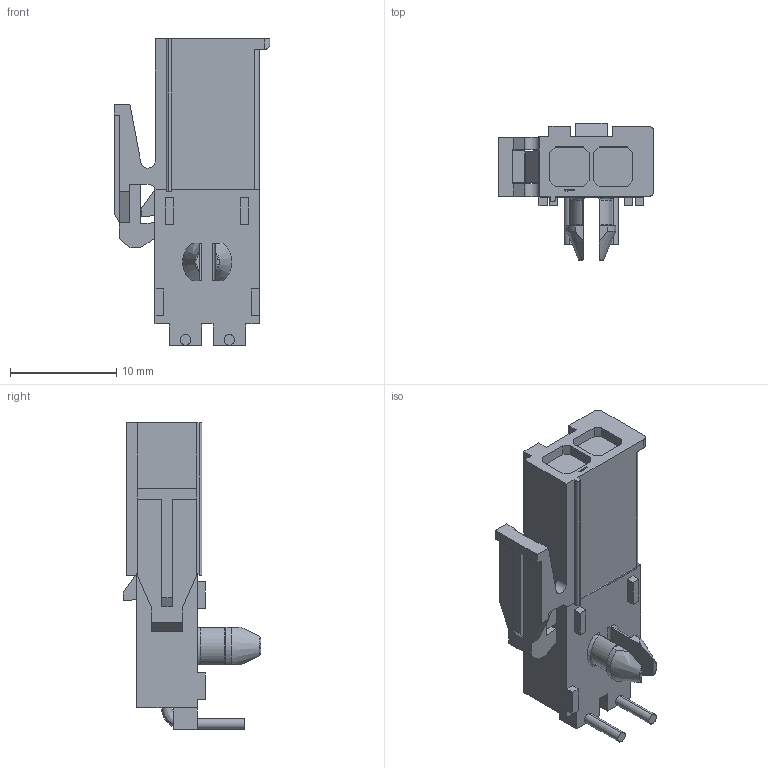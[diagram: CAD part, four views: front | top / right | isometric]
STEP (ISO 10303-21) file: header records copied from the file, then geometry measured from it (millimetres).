
FILE_DESCRIPTION (( 'STEP AP214' ), '1' );
FILE_NAME ('1-770966-0 ASM.STEP', '2020-03-09T21:58:58', ( '' ), ( '' ), 'SwSTEP 2.0', 'SolidWorks 2019', '' );
FILE_SCHEMA (( 'AUTOMOTIVE_DESIGN' ));
Length unit declared in the file: inch
Products named in the file (3): c-172165-1-h-3d; 1-770966-0 ASM; c-1-770966-0-d-3d
Assembly tree (2 placements, depth 2):
  1-770966-0 ASM
    c-1-770966-0-d-3d
    c-172165-1-h-3d
Bounding box: 14.7 x 13 x 28.91 mm (x, y, z)
Volume: 1740.5 mm3; surface area: 2158.8 mm2
Topology: 2 solids, 2 shells, 230 faces, 603 edges, 392 vertices
Faces by surface type: plane 157, cylinder 55, bspline 12, cone 6
Entity records: 10533 total; most frequent: CARTESIAN_POINT 1898, ORIENTED_EDGE 1206, DIRECTION 1045, EDGE_CURVE 603, VECTOR 467, LINE 467, VERTEX_POINT 392, AXIS2_PLACEMENT_3D 289
